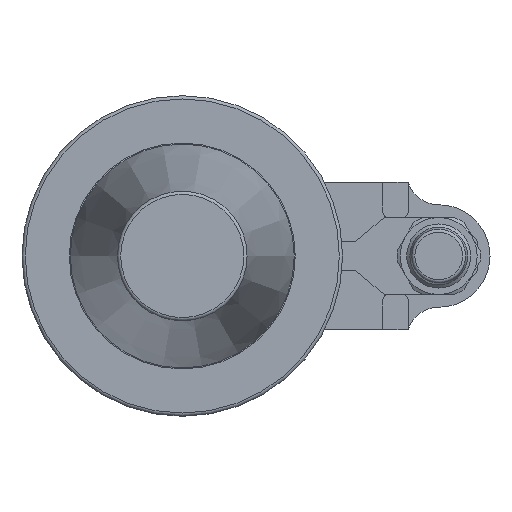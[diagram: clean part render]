
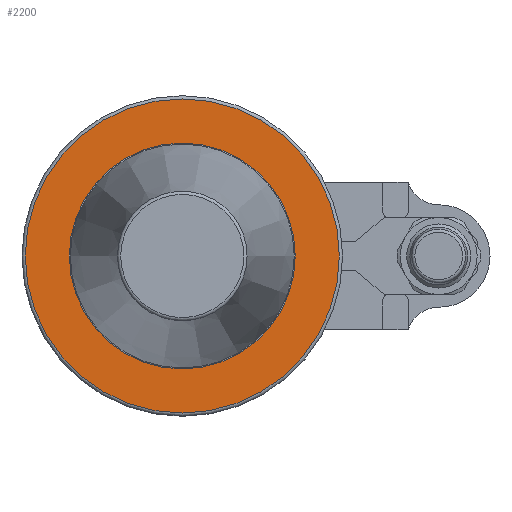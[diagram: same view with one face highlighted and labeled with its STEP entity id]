
A CAD part, left-side view. The second image highlights one B-rep face of the part: STEP entity #2200.
In plain terms, the highlighted planar face has unit normal (-1, 0, 0).
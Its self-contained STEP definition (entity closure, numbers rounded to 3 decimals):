
#31=FACE_BOUND('',#468,.T.);
#198=CIRCLE('',#2442,35.25);
#199=CIRCLE('',#2443,35.25);
#200=CIRCLE('',#2445,49.);
#201=CIRCLE('',#2446,49.);
#346=FACE_OUTER_BOUND('',#467,.T.);
#467=EDGE_LOOP('',(#1873,#1874));
#468=EDGE_LOOP('',(#1875,#1876));
#991=VERTEX_POINT('',#3841);
#992=VERTEX_POINT('',#3843);
#993=VERTEX_POINT('',#3847);
#994=VERTEX_POINT('',#3848);
#1307=EDGE_CURVE('',#992,#991,#198,.T.);
#1308=EDGE_CURVE('',#991,#992,#199,.T.);
#1309=EDGE_CURVE('',#993,#994,#200,.T.);
#1310=EDGE_CURVE('',#994,#993,#201,.T.);
#1873=ORIENTED_EDGE('',*,*,#1309,.F.);
#1874=ORIENTED_EDGE('',*,*,#1310,.F.);
#1875=ORIENTED_EDGE('',*,*,#1307,.T.);
#1876=ORIENTED_EDGE('',*,*,#1308,.T.);
#2107=PLANE('',#2444);
#2200=ADVANCED_FACE('',(#346,#31),#2107,.T.);
#2442=AXIS2_PLACEMENT_3D('',#3844,#3048,#3049);
#2443=AXIS2_PLACEMENT_3D('',#3845,#3050,#3051);
#2444=AXIS2_PLACEMENT_3D('',#3846,#3052,#3053);
#2445=AXIS2_PLACEMENT_3D('',#3849,#3054,#3055);
#2446=AXIS2_PLACEMENT_3D('',#3850,#3056,#3057);
#3048=DIRECTION('center_axis',(1.,0.,0.));
#3049=DIRECTION('ref_axis',(0.,0.,-1.));
#3050=DIRECTION('center_axis',(1.,0.,0.));
#3051=DIRECTION('ref_axis',(0.,0.,-1.));
#3052=DIRECTION('center_axis',(-1.,0.,0.));
#3053=DIRECTION('ref_axis',(0.,0.,1.));
#3054=DIRECTION('center_axis',(1.,0.,0.));
#3055=DIRECTION('ref_axis',(0.,0.,-1.));
#3056=DIRECTION('center_axis',(1.,0.,0.));
#3057=DIRECTION('ref_axis',(0.,0.,-1.));
#3841=CARTESIAN_POINT('',(3.,0.,35.25));
#3843=CARTESIAN_POINT('',(3.,35.25,0.));
#3844=CARTESIAN_POINT('Origin',(3.,0.,0.));
#3845=CARTESIAN_POINT('Origin',(3.,0.,0.));
#3846=CARTESIAN_POINT('Origin',(3.,49.,0.));
#3847=CARTESIAN_POINT('',(3.,49.,0.));
#3848=CARTESIAN_POINT('',(3.,0.,49.));
#3849=CARTESIAN_POINT('Origin',(3.,0.,0.));
#3850=CARTESIAN_POINT('Origin',(3.,0.,0.));
